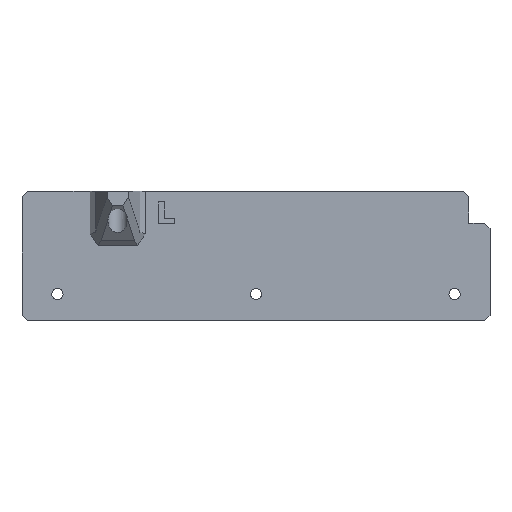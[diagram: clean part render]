
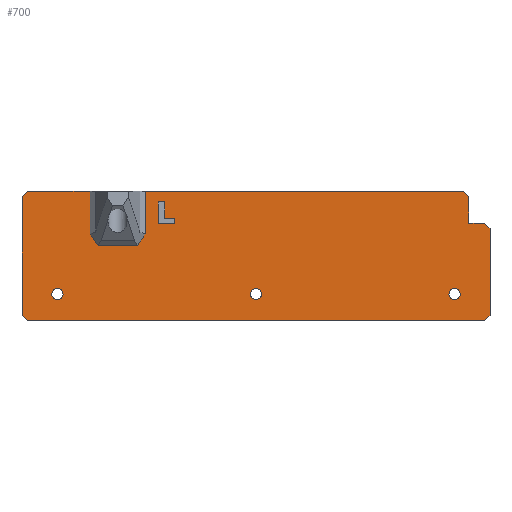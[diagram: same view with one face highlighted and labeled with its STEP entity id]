
A CAD part, top view. The second image highlights one B-rep face of the part: STEP entity #700.
In plain terms, the highlighted planar face has unit normal (0, 0, 1).
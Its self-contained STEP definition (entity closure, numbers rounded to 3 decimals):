
#20=FACE_BOUND('',#92,.T.);
#21=FACE_BOUND('',#93,.T.);
#22=FACE_BOUND('',#94,.T.);
#23=FACE_BOUND('',#95,.T.);
#29=CIRCLE('',#746,3.15);
#31=CIRCLE('',#749,3.15);
#33=CIRCLE('',#752,3.15);
#55=FACE_OUTER_BOUND('',#91,.T.);
#91=EDGE_LOOP('',(#509,#510,#511,#512,#513,#514,#515,#516,#517,#518,#519,
#520,#521,#522,#523,#524,#525));
#92=EDGE_LOOP('',(#526,#527,#528,#529,#530,#531));
#93=EDGE_LOOP('',(#532));
#94=EDGE_LOOP('',(#533));
#95=EDGE_LOOP('',(#534));
#124=LINE('',#979,#209);
#128=LINE('',#987,#213);
#131=LINE('',#993,#216);
#134=LINE('',#999,#219);
#137=LINE('',#1005,#222);
#140=LINE('',#1010,#225);
#147=LINE('',#1038,#232);
#149=LINE('',#1042,#234);
#152=LINE('',#1048,#237);
#153=LINE('',#1050,#238);
#154=LINE('',#1052,#239);
#155=LINE('',#1054,#240);
#156=LINE('',#1056,#241);
#157=LINE('',#1058,#242);
#158=LINE('',#1060,#243);
#159=LINE('',#1062,#244);
#160=LINE('',#1064,#245);
#161=LINE('',#1066,#246);
#162=LINE('',#1068,#247);
#163=LINE('',#1070,#248);
#164=LINE('',#1072,#249);
#165=LINE('',#1074,#250);
#166=LINE('',#1075,#251);
#209=VECTOR('',#792,10.);
#213=VECTOR('',#798,10.);
#216=VECTOR('',#803,10.);
#219=VECTOR('',#808,10.);
#222=VECTOR('',#813,10.);
#225=VECTOR('',#818,10.);
#232=VECTOR('',#847,10.);
#234=VECTOR('',#851,10.);
#237=VECTOR('',#856,10.);
#238=VECTOR('',#857,10.);
#239=VECTOR('',#858,10.);
#240=VECTOR('',#859,10.);
#241=VECTOR('',#860,10.);
#242=VECTOR('',#861,10.);
#243=VECTOR('',#862,10.);
#244=VECTOR('',#863,10.);
#245=VECTOR('',#864,10.);
#246=VECTOR('',#865,10.);
#247=VECTOR('',#866,10.);
#248=VECTOR('',#867,10.);
#249=VECTOR('',#868,10.);
#250=VECTOR('',#869,10.);
#251=VECTOR('',#870,10.);
#294=VERTEX_POINT('',#977);
#295=VERTEX_POINT('',#978);
#298=VERTEX_POINT('',#986);
#300=VERTEX_POINT('',#992);
#302=VERTEX_POINT('',#998);
#304=VERTEX_POINT('',#1004);
#306=VERTEX_POINT('',#1014);
#308=VERTEX_POINT('',#1020);
#310=VERTEX_POINT('',#1026);
#314=VERTEX_POINT('',#1035);
#315=VERTEX_POINT('',#1037);
#316=VERTEX_POINT('',#1041);
#318=VERTEX_POINT('',#1047);
#319=VERTEX_POINT('',#1049);
#320=VERTEX_POINT('',#1051);
#321=VERTEX_POINT('',#1053);
#322=VERTEX_POINT('',#1055);
#323=VERTEX_POINT('',#1057);
#324=VERTEX_POINT('',#1059);
#325=VERTEX_POINT('',#1061);
#326=VERTEX_POINT('',#1063);
#327=VERTEX_POINT('',#1065);
#328=VERTEX_POINT('',#1067);
#329=VERTEX_POINT('',#1069);
#330=VERTEX_POINT('',#1071);
#331=VERTEX_POINT('',#1073);
#360=EDGE_CURVE('',#294,#295,#124,.T.);
#364=EDGE_CURVE('',#298,#294,#128,.T.);
#367=EDGE_CURVE('',#300,#298,#131,.T.);
#370=EDGE_CURVE('',#302,#300,#134,.T.);
#373=EDGE_CURVE('',#304,#302,#137,.T.);
#376=EDGE_CURVE('',#295,#304,#140,.T.);
#378=EDGE_CURVE('',#306,#306,#29,.T.);
#381=EDGE_CURVE('',#308,#308,#31,.T.);
#384=EDGE_CURVE('',#310,#310,#33,.T.);
#389=EDGE_CURVE('',#314,#315,#147,.T.);
#391=EDGE_CURVE('',#315,#316,#149,.T.);
#394=EDGE_CURVE('',#318,#314,#152,.T.);
#395=EDGE_CURVE('',#319,#318,#153,.T.);
#396=EDGE_CURVE('',#319,#320,#154,.T.);
#397=EDGE_CURVE('',#321,#320,#155,.T.);
#398=EDGE_CURVE('',#321,#322,#156,.T.);
#399=EDGE_CURVE('',#323,#322,#157,.T.);
#400=EDGE_CURVE('',#324,#323,#158,.T.);
#401=EDGE_CURVE('',#325,#324,#159,.T.);
#402=EDGE_CURVE('',#326,#325,#160,.T.);
#403=EDGE_CURVE('',#327,#326,#161,.T.);
#404=EDGE_CURVE('',#327,#328,#162,.T.);
#405=EDGE_CURVE('',#329,#328,#163,.T.);
#406=EDGE_CURVE('',#329,#330,#164,.T.);
#407=EDGE_CURVE('',#331,#330,#165,.T.);
#408=EDGE_CURVE('',#316,#331,#166,.T.);
#509=ORIENTED_EDGE('',*,*,#389,.F.);
#510=ORIENTED_EDGE('',*,*,#394,.F.);
#511=ORIENTED_EDGE('',*,*,#395,.F.);
#512=ORIENTED_EDGE('',*,*,#396,.T.);
#513=ORIENTED_EDGE('',*,*,#397,.F.);
#514=ORIENTED_EDGE('',*,*,#398,.T.);
#515=ORIENTED_EDGE('',*,*,#399,.F.);
#516=ORIENTED_EDGE('',*,*,#400,.F.);
#517=ORIENTED_EDGE('',*,*,#401,.F.);
#518=ORIENTED_EDGE('',*,*,#402,.F.);
#519=ORIENTED_EDGE('',*,*,#403,.F.);
#520=ORIENTED_EDGE('',*,*,#404,.T.);
#521=ORIENTED_EDGE('',*,*,#405,.F.);
#522=ORIENTED_EDGE('',*,*,#406,.T.);
#523=ORIENTED_EDGE('',*,*,#407,.F.);
#524=ORIENTED_EDGE('',*,*,#408,.F.);
#525=ORIENTED_EDGE('',*,*,#391,.F.);
#526=ORIENTED_EDGE('',*,*,#360,.T.);
#527=ORIENTED_EDGE('',*,*,#376,.T.);
#528=ORIENTED_EDGE('',*,*,#373,.T.);
#529=ORIENTED_EDGE('',*,*,#370,.T.);
#530=ORIENTED_EDGE('',*,*,#367,.T.);
#531=ORIENTED_EDGE('',*,*,#364,.T.);
#532=ORIENTED_EDGE('',*,*,#378,.T.);
#533=ORIENTED_EDGE('',*,*,#381,.T.);
#534=ORIENTED_EDGE('',*,*,#384,.T.);
#666=PLANE('',#756);
#700=ADVANCED_FACE('',(#55,#20,#21,#22,#23),#666,.T.);
#746=AXIS2_PLACEMENT_3D('',#1015,#824,#825);
#749=AXIS2_PLACEMENT_3D('',#1021,#831,#832);
#752=AXIS2_PLACEMENT_3D('',#1027,#838,#839);
#756=AXIS2_PLACEMENT_3D('',#1046,#854,#855);
#792=DIRECTION('',(-1.,0.,0.));
#798=DIRECTION('',(0.,-1.,0.));
#803=DIRECTION('',(1.,0.,0.));
#808=DIRECTION('',(0.,-1.,0.));
#813=DIRECTION('',(1.,0.,0.));
#818=DIRECTION('',(0.,1.,0.));
#824=DIRECTION('center_axis',(0.,0.,-1.));
#825=DIRECTION('ref_axis',(1.,0.,0.));
#831=DIRECTION('center_axis',(0.,0.,-1.));
#832=DIRECTION('ref_axis',(1.,0.,0.));
#838=DIRECTION('center_axis',(0.,0.,-1.));
#839=DIRECTION('ref_axis',(1.,0.,0.));
#847=DIRECTION('',(0.707,-0.707,0.));
#851=DIRECTION('',(0.,-1.,0.));
#854=DIRECTION('center_axis',(0.,0.,1.));
#855=DIRECTION('ref_axis',(1.,0.,0.));
#856=DIRECTION('',(1.,0.,0.));
#857=DIRECTION('',(0.,1.,0.));
#858=DIRECTION('',(-0.565,-0.825,0.));
#859=DIRECTION('',(1.,0.,0.));
#860=DIRECTION('',(-0.565,0.825,0.));
#861=DIRECTION('',(0.,-1.,0.));
#862=DIRECTION('',(1.,0.,0.));
#863=DIRECTION('',(0.707,0.707,0.));
#864=DIRECTION('',(0.,1.,0.));
#865=DIRECTION('',(-0.707,0.707,0.));
#866=DIRECTION('',(1.,0.,0.));
#867=DIRECTION('',(-0.707,-0.707,0.));
#868=DIRECTION('',(0.,1.,0.));
#869=DIRECTION('',(0.707,-0.707,0.));
#870=DIRECTION('',(1.,0.,0.));
#977=CARTESIAN_POINT('',(-177.738,54.985,0.));
#978=CARTESIAN_POINT('',(-187.233,54.985,0.));
#979=CARTESIAN_POINT('',(-154.869,54.985,0.));
#986=CARTESIAN_POINT('',(-177.738,57.94,0.));
#987=CARTESIAN_POINT('',(-177.738,47.22,0.));
#992=CARTESIAN_POINT('',(-183.525,57.94,0.));
#993=CARTESIAN_POINT('',(-157.762,57.94,0.));
#998=CARTESIAN_POINT('',(-183.525,66.985,0.));
#999=CARTESIAN_POINT('',(-183.525,51.743,0.));
#1004=CARTESIAN_POINT('',(-187.233,66.985,0.));
#1005=CARTESIAN_POINT('',(-159.616,66.985,0.));
#1010=CARTESIAN_POINT('',(-187.233,45.743,0.));
#1014=CARTESIAN_POINT('',(-135.15,15.,0.));
#1015=CARTESIAN_POINT('Origin',(-132.,15.,0.));
#1020=CARTESIAN_POINT('',(-23.15,15.,0.));
#1021=CARTESIAN_POINT('Origin',(-20.,15.,0.));
#1026=CARTESIAN_POINT('',(-247.15,15.,0.));
#1027=CARTESIAN_POINT('Origin',(-244.,15.,0.));
#1035=CARTESIAN_POINT('',(-15.,73.,0.));
#1037=CARTESIAN_POINT('',(-12.,70.,0.));
#1038=CARTESIAN_POINT('',(-34.375,92.375,0.));
#1041=CARTESIAN_POINT('',(-12.,55.,0.));
#1042=CARTESIAN_POINT('',(-12.,73.,0.));
#1046=CARTESIAN_POINT('Origin',(-132.,36.5,0.));
#1047=CARTESIAN_POINT('',(-194.5,73.,0.));
#1048=CARTESIAN_POINT('',(-264.,73.,0.));
#1049=CARTESIAN_POINT('',(-194.5,48.97,0.));
#1050=CARTESIAN_POINT('',(-194.5,41.,0.));
#1051=CARTESIAN_POINT('',(-198.93,42.5,0.));
#1052=CARTESIAN_POINT('',(-186.851,60.142,0.));
#1053=CARTESIAN_POINT('',(-221.07,42.5,0.));
#1054=CARTESIAN_POINT('',(-177.25,42.5,0.));
#1055=CARTESIAN_POINT('',(-225.5,48.97,0.));
#1056=CARTESIAN_POINT('',(-208.738,24.488,0.));
#1057=CARTESIAN_POINT('',(-225.5,73.,0.));
#1058=CARTESIAN_POINT('',(-225.5,54.75,0.));
#1059=CARTESIAN_POINT('',(-261.,73.,0.));
#1060=CARTESIAN_POINT('',(-264.,73.,0.));
#1061=CARTESIAN_POINT('',(-264.,70.,0.));
#1062=CARTESIAN_POINT('',(-238.625,95.375,0.));
#1063=CARTESIAN_POINT('',(-264.,3.,0.));
#1064=CARTESIAN_POINT('',(-264.,0.,0.));
#1065=CARTESIAN_POINT('',(-261.,0.,0.));
#1066=CARTESIAN_POINT('',(-238.625,-22.375,0.));
#1067=CARTESIAN_POINT('',(-3.,0.,0.));
#1068=CARTESIAN_POINT('',(-264.,0.,0.));
#1069=CARTESIAN_POINT('',(0.,3.,0.));
#1070=CARTESIAN_POINT('',(-25.375,-22.375,0.));
#1071=CARTESIAN_POINT('',(0.,52.,0.));
#1072=CARTESIAN_POINT('',(0.,0.,0.));
#1073=CARTESIAN_POINT('',(-3.,55.,0.));
#1074=CARTESIAN_POINT('',(-29.875,81.875,0.));
#1075=CARTESIAN_POINT('',(-12.,55.,0.));
